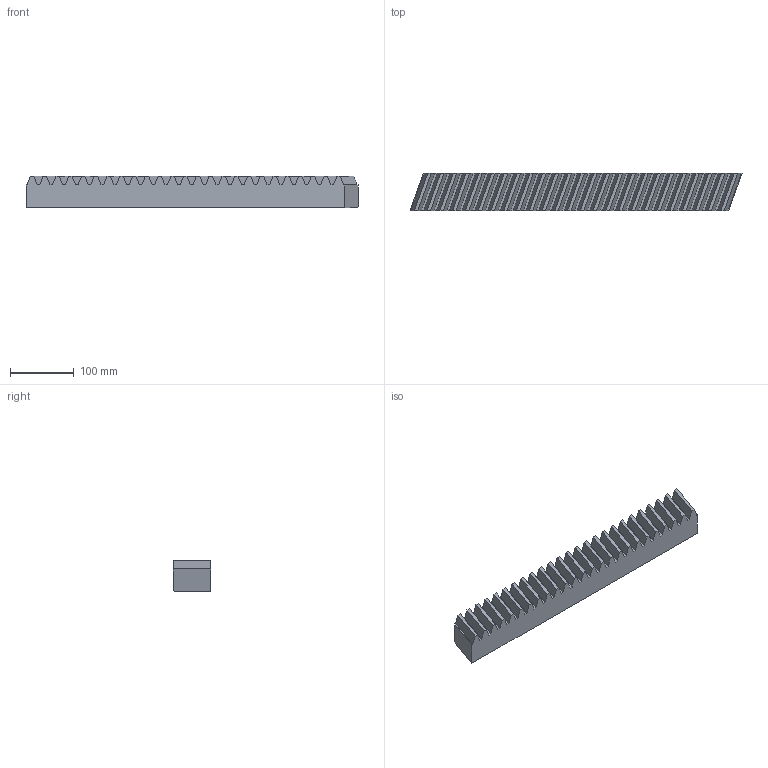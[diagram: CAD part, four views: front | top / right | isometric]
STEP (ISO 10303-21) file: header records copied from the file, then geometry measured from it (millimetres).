
FILE_DESCRIPTION(('STEP AP214'),'1');
FILE_NAME('143-060-305.stp','2017-10-09T08:06:04',('TraceParts'),('TraceParts S.A.'),'Spatial InterOp 3D',' ',' ');
FILE_SCHEMA(('automotive_design'));
Length unit declared in the file: millimetre
Products named in the file (1): 143-060-305
Bounding box: 519.97 x 59 x 49 mm (x, y, z)
Volume: 1254913.5 mm3; surface area: 134904.2 mm2
Topology: 1 solids, 1 shells, 107 faces, 315 edges, 210 vertices
Faces by surface type: plane 107
Entity records: 4370 total; most frequent: CARTESIAN_POINT 633, ORIENTED_EDGE 630, DIRECTION 531, EDGE_CURVE 315, LINE 315, VECTOR 315, VERTEX_POINT 210, STYLED_ITEM 108
